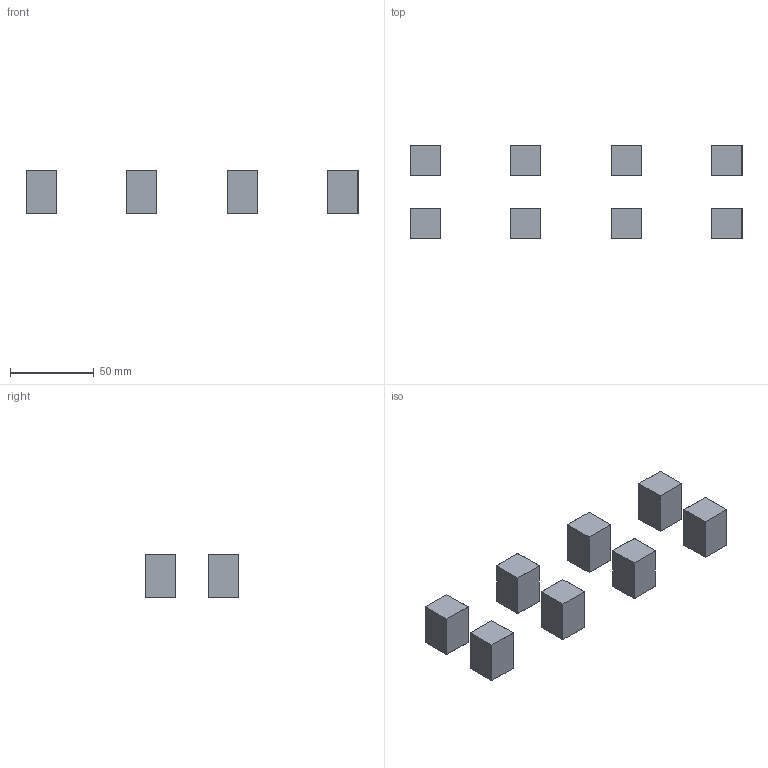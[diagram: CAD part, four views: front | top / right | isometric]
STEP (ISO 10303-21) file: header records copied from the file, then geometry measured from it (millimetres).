
FILE_DESCRIPTION(('Open CASCADE Model'),'2;1');
FILE_NAME('Open CASCADE Shape Model','2026-02-12T16:12:22',('Author'),( 'Open CASCADE'),'Open CASCADE STEP processor 7.8','Open CASCADE 7.8' ,'Unknown');
FILE_SCHEMA(('AUTOMOTIVE_DESIGN { 1 0 10303 214 1 1 1 1 }'));
Length unit declared in the file: millimetre
Products named in the file (9): Open CASCADE STEP translator 7.8 2; Open CASCADE STEP translator 7.8 2.1; Open CASCADE STEP translator 7.8 2.2; Open CASCADE STEP translator 7.8 2.3; Open CASCADE STEP translator 7.8 2.4; Open CASCADE STEP translator 7.8 2.5; Open CASCADE STEP translator 7.8 2.6; Open CASCADE STEP translator 7.8 2.7; Open CASCADE STEP translator 7.8 2.8
Assembly tree (8 placements, depth 2):
  Open CASCADE STEP translator 7.8 2
    Open CASCADE STEP translator 7.8 2.1
    Open CASCADE STEP translator 7.8 2.2
    Open CASCADE STEP translator 7.8 2.3
    Open CASCADE STEP translator 7.8 2.4
    Open CASCADE STEP translator 7.8 2.5
    Open CASCADE STEP translator 7.8 2.6
    Open CASCADE STEP translator 7.8 2.7
    Open CASCADE STEP translator 7.8 2.8
Bounding box: 198 x 56 x 26 mm (x, y, z)
Volume: 502.8 mm3; surface area: 40220.9 mm2
Topology: 8 solids, 16 shells, 96 faces, 192 edges, 128 vertices
Faces by surface type: plane 96
Entity records: 5056 total; most frequent: CARTESIAN_POINT 809, DIRECTION 786, LINE 576, VECTOR 576, ORIENTED_EDGE 384, PCURVE 384, DEFINITIONAL_REPRESENTATION 384, EDGE_CURVE 192
